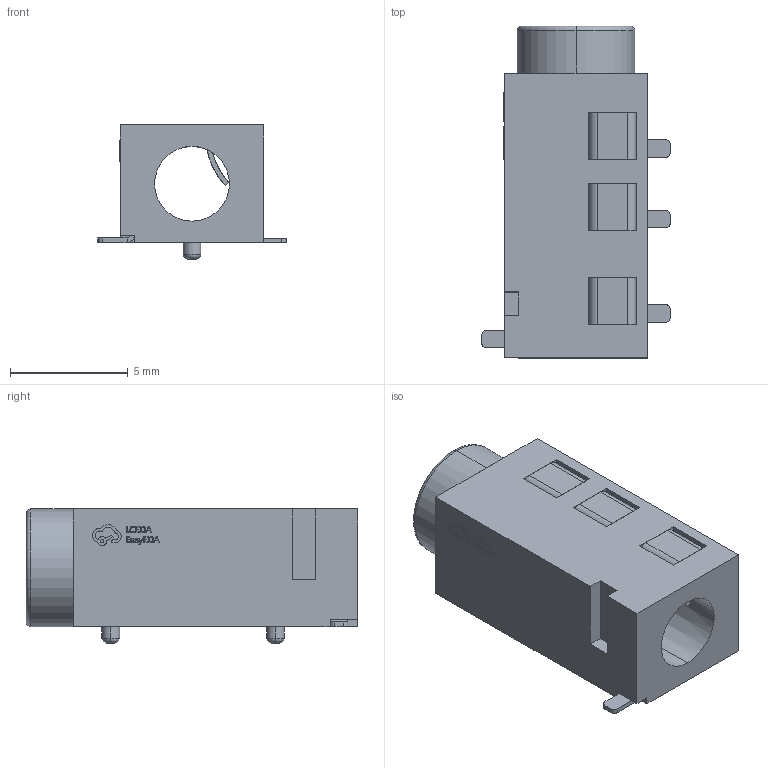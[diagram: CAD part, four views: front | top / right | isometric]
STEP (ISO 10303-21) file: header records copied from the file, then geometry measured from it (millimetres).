
FILE_DESCRIPTION (( 'STEP AP214' ), '1' );
FILE_NAME ('AUDIO-SMD_L12.1-W6.1-H5.0-4P.step', '2022-06-16T10:21:30', ( '' ), ( '' ), 'SwSTEP 2.0', 'SolidWorks 2020', '' );
FILE_SCHEMA (( 'AUTOMOTIVE_DESIGN' ));
Length unit declared in the file: millimetre
Products named in the file (1): AUDIO-SMD_L12.1-W6.1-H5.0-4P
Bounding box: 8 x 14.1 x 5.7 mm (x, y, z)
Volume: 259.4 mm3; surface area: 655.3 mm2
Topology: 1 solids, 1 shells, 381 faces, 1053 edges, 684 vertices
Faces by surface type: plane 231, bspline 98, cylinder 42, torus 8, cone 2
Entity records: 16848 total; most frequent: CARTESIAN_POINT 3461, ORIENTED_EDGE 2106, DIRECTION 1547, EDGE_CURVE 1053, LINE 715, VECTOR 715, VERTEX_POINT 684, AXIS2_PLACEMENT_3D 416
